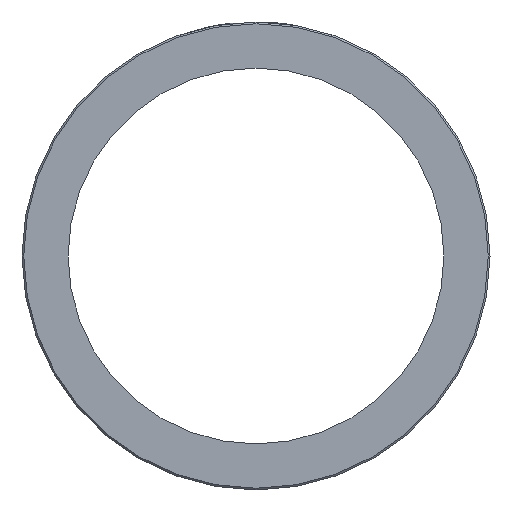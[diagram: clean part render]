
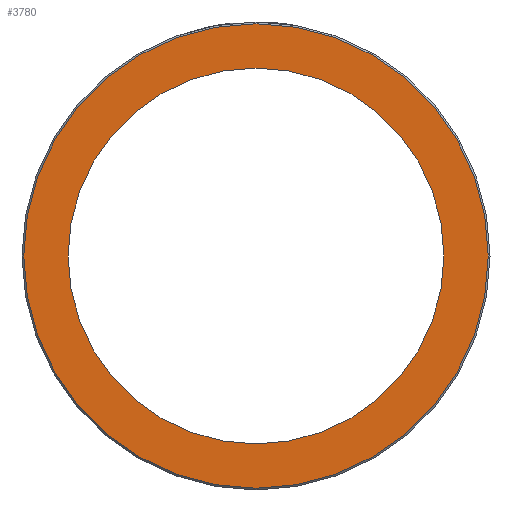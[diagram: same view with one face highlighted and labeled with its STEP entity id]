
A CAD part, left-side view. The second image highlights one B-rep face of the part: STEP entity #3780.
In plain terms, the highlighted planar face has unit normal (-1, 0, 0).
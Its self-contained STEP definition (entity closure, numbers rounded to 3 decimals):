
#768 = CARTESIAN_POINT ( 'NONE',  ( 0., 0., 13.35 ) ) ;
#946 = DIRECTION ( 'NONE',  ( -1., 0., 0. ) ) ;
#1066 = ORIENTED_EDGE ( 'NONE', *, *, #5201, .T. ) ;
#1089 = CARTESIAN_POINT ( 'NONE',  ( 0., 0., 0. ) ) ;
#1199 = CARTESIAN_POINT ( 'NONE',  ( 0., 0., -13.35 ) ) ;
#1550 = CIRCLE ( 'NONE', #16016, 10.8 ) ;
#2417 = CARTESIAN_POINT ( 'NONE',  ( 0., 13.45, 0. ) ) ;
#2463 = CIRCLE ( 'NONE', #15812, 13.35 ) ;
#2473 = DIRECTION ( 'NONE',  ( 1., 0., 0. ) ) ;
#3129 = CARTESIAN_POINT ( 'NONE',  ( 0., 0., -10.8 ) ) ;
#3277 = EDGE_CURVE ( 'NONE', #15729, #3516, #16430, .T. ) ;
#3516 = VERTEX_POINT ( 'NONE', #768 ) ;
#3743 = CIRCLE ( 'NONE', #12171, 10.8 ) ;
#3780 = ADVANCED_FACE ( 'NONE', ( #5698, #9684 ), #3820, .F. ) ;
#3820 = PLANE ( 'NONE',  #14209 ) ;
#4685 = DIRECTION ( 'NONE',  ( 0., 0., -1. ) ) ;
#4804 = DIRECTION ( 'NONE',  ( -1., 0., 0. ) ) ;
#4812 = EDGE_LOOP ( 'NONE', ( #6846, #1066 ) ) ;
#5066 = CARTESIAN_POINT ( 'NONE',  ( 0., 0., 10.8 ) ) ;
#5201 = EDGE_CURVE ( 'NONE', #3516, #15729, #2463, .T. ) ;
#5698 = FACE_OUTER_BOUND ( 'NONE', #4812, .T. ) ;
#5931 = CARTESIAN_POINT ( 'NONE',  ( 0., 0., 0. ) ) ;
#6181 = DIRECTION ( 'NONE',  ( -1., 0., 0. ) ) ;
#6185 = DIRECTION ( 'NONE',  ( -1., 0., 0. ) ) ;
#6846 = ORIENTED_EDGE ( 'NONE', *, *, #3277, .T. ) ;
#8579 = DIRECTION ( 'NONE',  ( 0., 0., 1. ) ) ;
#8668 = VERTEX_POINT ( 'NONE', #5066 ) ;
#8677 = CARTESIAN_POINT ( 'NONE',  ( 0., 0., 0. ) ) ;
#9684 = FACE_BOUND ( 'NONE', #12556, .T. ) ;
#9824 = EDGE_CURVE ( 'NONE', #10359, #8668, #3743, .T. ) ;
#9970 = DIRECTION ( 'NONE',  ( 0., 0., 1. ) ) ;
#10359 = VERTEX_POINT ( 'NONE', #3129 ) ;
#10934 = DIRECTION ( 'NONE',  ( 0., 0., -1. ) ) ;
#11026 = ORIENTED_EDGE ( 'NONE', *, *, #9824, .F. ) ;
#11138 = CARTESIAN_POINT ( 'NONE',  ( 0., 0., 0. ) ) ;
#12171 = AXIS2_PLACEMENT_3D ( 'NONE', #8677, #6181, #9970 ) ;
#12556 = EDGE_LOOP ( 'NONE', ( #13807, #11026 ) ) ;
#13807 = ORIENTED_EDGE ( 'NONE', *, *, #13814, .F. ) ;
#13814 = EDGE_CURVE ( 'NONE', #8668, #10359, #1550, .T. ) ;
#14209 = AXIS2_PLACEMENT_3D ( 'NONE', #2417, #2473, #16451 ) ;
#15052 = AXIS2_PLACEMENT_3D ( 'NONE', #5931, #946, #10934 ) ;
#15729 = VERTEX_POINT ( 'NONE', #1199 ) ;
#15812 = AXIS2_PLACEMENT_3D ( 'NONE', #1089, #6185, #4685 ) ;
#16016 = AXIS2_PLACEMENT_3D ( 'NONE', #11138, #4804, #8579 ) ;
#16430 = CIRCLE ( 'NONE', #15052, 13.35 ) ;
#16451 = DIRECTION ( 'NONE',  ( 0., 0., -1. ) ) ;
